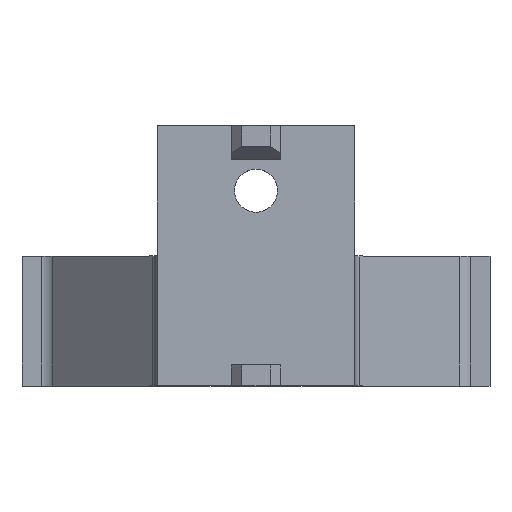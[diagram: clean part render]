
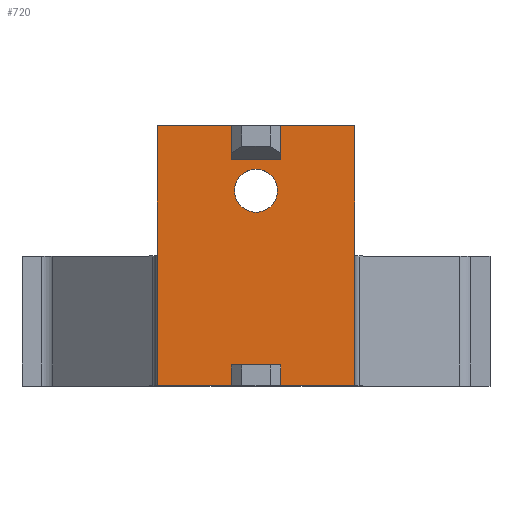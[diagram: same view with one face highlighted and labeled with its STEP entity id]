
A CAD part, top view. The second image highlights one B-rep face of the part: STEP entity #720.
In plain terms, the highlighted planar face has unit normal (0, 0, 1).
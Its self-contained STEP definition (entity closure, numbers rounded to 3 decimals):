
#1 = EDGE_CURVE ( 'NONE', #453, #649, #312, .T. ) ;
#5 = CARTESIAN_POINT ( 'NONE',  ( 0., 37.5, 0. ) ) ;
#8 = VECTOR ( 'NONE', #905, 1000. ) ;
#10 = DIRECTION ( 'NONE',  ( -1., 0., 0. ) ) ;
#13 = CARTESIAN_POINT ( 'NONE',  ( -4.75, 43.5, 0. ) ) ;
#19 = LINE ( 'NONE', #748, #901 ) ;
#40 = ORIENTED_EDGE ( 'NONE', *, *, #1, .F. ) ;
#44 = CIRCLE ( 'NONE', #867, 4.15 ) ;
#81 = DIRECTION ( 'NONE',  ( 0., 1., 0. ) ) ;
#94 = CARTESIAN_POINT ( 'NONE',  ( 4.75, 4., 0. ) ) ;
#95 = DIRECTION ( 'NONE',  ( 0., 1., 0. ) ) ;
#109 = CARTESIAN_POINT ( 'NONE',  ( 19., 0., 0. ) ) ;
#124 = CARTESIAN_POINT ( 'NONE',  ( 4.75, 46., 0. ) ) ;
#143 = CARTESIAN_POINT ( 'NONE',  ( 19., 50., 0. ) ) ;
#158 = VERTEX_POINT ( 'NONE', #435 ) ;
#166 = EDGE_CURVE ( 'NONE', #968, #909, #751, .T. ) ;
#172 = VERTEX_POINT ( 'NONE', #868 ) ;
#188 = DIRECTION ( 'NONE',  ( -1., 0., 0. ) ) ;
#191 = VERTEX_POINT ( 'NONE', #708 ) ;
#202 = VECTOR ( 'NONE', #81, 1000. ) ;
#216 = ORIENTED_EDGE ( 'NONE', *, *, #334, .F. ) ;
#255 = LINE ( 'NONE', #894, #8 ) ;
#257 = DIRECTION ( 'NONE',  ( 0., 0., -1. ) ) ;
#263 = LINE ( 'NONE', #719, #335 ) ;
#264 = VERTEX_POINT ( 'NONE', #636 ) ;
#272 = AXIS2_PLACEMENT_3D ( 'NONE', #523, #691, #333 ) ;
#274 = LINE ( 'NONE', #1162, #679 ) ;
#281 = CARTESIAN_POINT ( 'NONE',  ( 4.75, 0., 0. ) ) ;
#286 = ORIENTED_EDGE ( 'NONE', *, *, #699, .F. ) ;
#294 = CARTESIAN_POINT ( 'NONE',  ( -4.75, 4., 0. ) ) ;
#298 = VERTEX_POINT ( 'NONE', #452 ) ;
#308 = FACE_OUTER_BOUND ( 'NONE', #1178, .T. ) ;
#309 = LINE ( 'NONE', #143, #470 ) ;
#311 = ORIENTED_EDGE ( 'NONE', *, *, #915, .F. ) ;
#312 = LINE ( 'NONE', #674, #733 ) ;
#323 = DIRECTION ( 'NONE',  ( 0., 1., 0. ) ) ;
#324 = EDGE_CURVE ( 'NONE', #737, #552, #274, .T. ) ;
#333 = DIRECTION ( 'NONE',  ( -1., 0., 0. ) ) ;
#334 = EDGE_CURVE ( 'NONE', #172, #1088, #263, .T. ) ;
#335 = VECTOR ( 'NONE', #927, 1000. ) ;
#368 = EDGE_CURVE ( 'NONE', #191, #1088, #19, .T. ) ;
#393 = VERTEX_POINT ( 'NONE', #932 ) ;
#408 = LINE ( 'NONE', #690, #1048 ) ;
#410 = ORIENTED_EDGE ( 'NONE', *, *, #324, .F. ) ;
#435 = CARTESIAN_POINT ( 'NONE',  ( 4.75, 50., 0. ) ) ;
#440 = LINE ( 'NONE', #1161, #774 ) ;
#452 = CARTESIAN_POINT ( 'NONE',  ( -19., 0., 0. ) ) ;
#453 = VERTEX_POINT ( 'NONE', #516 ) ;
#460 = CARTESIAN_POINT ( 'NONE',  ( 4.75, 4., 0. ) ) ;
#470 = VECTOR ( 'NONE', #499, 1000. ) ;
#474 = FACE_BOUND ( 'NONE', #1124, .T. ) ;
#486 = ORIENTED_EDGE ( 'NONE', *, *, #593, .F. ) ;
#499 = DIRECTION ( 'NONE',  ( -1., 0., 0. ) ) ;
#516 = CARTESIAN_POINT ( 'NONE',  ( 19., 0., 0. ) ) ;
#523 = CARTESIAN_POINT ( 'NONE',  ( 0., 37.5, 0. ) ) ;
#528 = ORIENTED_EDGE ( 'NONE', *, *, #1137, .T. ) ;
#545 = VECTOR ( 'NONE', #1091, 1000. ) ;
#552 = VERTEX_POINT ( 'NONE', #701 ) ;
#560 = LINE ( 'NONE', #1020, #791 ) ;
#593 = EDGE_CURVE ( 'NONE', #649, #668, #1099, .T. ) ;
#626 = EDGE_CURVE ( 'NONE', #552, #298, #711, .T. ) ;
#635 = CARTESIAN_POINT ( 'NONE',  ( 4.15, 37.5, 0. ) ) ;
#636 = CARTESIAN_POINT ( 'NONE',  ( 19., 50., 0. ) ) ;
#637 = ORIENTED_EDGE ( 'NONE', *, *, #1120, .T. ) ;
#643 = CARTESIAN_POINT ( 'NONE',  ( -4.15, 37.5, 0. ) ) ;
#648 = DIRECTION ( 'NONE',  ( -1., 0., 0. ) ) ;
#649 = VERTEX_POINT ( 'NONE', #281 ) ;
#668 = VERTEX_POINT ( 'NONE', #94 ) ;
#669 = EDGE_CURVE ( 'NONE', #172, #393, #255, .T. ) ;
#674 = CARTESIAN_POINT ( 'NONE',  ( 19., 0., 0. ) ) ;
#679 = VECTOR ( 'NONE', #1084, 1000. ) ;
#690 = CARTESIAN_POINT ( 'NONE',  ( 19., 0., 0. ) ) ;
#691 = DIRECTION ( 'NONE',  ( 0., 0., -1. ) ) ;
#699 = EDGE_CURVE ( 'NONE', #191, #158, #759, .T. ) ;
#701 = CARTESIAN_POINT ( 'NONE',  ( -4.75, 0., 0. ) ) ;
#703 = ORIENTED_EDGE ( 'NONE', *, *, #166, .T. ) ;
#708 = CARTESIAN_POINT ( 'NONE',  ( 4.75, 43.5, 0. ) ) ;
#711 = LINE ( 'NONE', #1082, #545 ) ;
#719 = CARTESIAN_POINT ( 'NONE',  ( -4.75, 46., 0. ) ) ;
#720 = ADVANCED_FACE ( 'NONE', ( #474, #308 ), #1111, .T. ) ;
#733 = VECTOR ( 'NONE', #10, 1000. ) ;
#734 = ORIENTED_EDGE ( 'NONE', *, *, #368, .T. ) ;
#737 = VERTEX_POINT ( 'NONE', #294 ) ;
#748 = CARTESIAN_POINT ( 'NONE',  ( 19., 43.5, 0. ) ) ;
#751 = CIRCLE ( 'NONE', #272, 4.15 ) ;
#759 = LINE ( 'NONE', #124, #1001 ) ;
#774 = VECTOR ( 'NONE', #95, 1000. ) ;
#791 = VECTOR ( 'NONE', #648, 1000. ) ;
#797 = ORIENTED_EDGE ( 'NONE', *, *, #921, .T. ) ;
#832 = DIRECTION ( 'NONE',  ( -1., 0., 0. ) ) ;
#867 = AXIS2_PLACEMENT_3D ( 'NONE', #5, #257, #188 ) ;
#868 = CARTESIAN_POINT ( 'NONE',  ( -4.75, 50., 0. ) ) ;
#894 = CARTESIAN_POINT ( 'NONE',  ( 19., 50., 0. ) ) ;
#901 = VECTOR ( 'NONE', #832, 1000. ) ;
#905 = DIRECTION ( 'NONE',  ( -1., 0., 0. ) ) ;
#909 = VERTEX_POINT ( 'NONE', #635 ) ;
#915 = EDGE_CURVE ( 'NONE', #298, #393, #440, .T. ) ;
#921 = EDGE_CURVE ( 'NONE', #909, #968, #44, .T. ) ;
#923 = AXIS2_PLACEMENT_3D ( 'NONE', #109, #934, #941 ) ;
#927 = DIRECTION ( 'NONE',  ( 0., -1., 0. ) ) ;
#932 = CARTESIAN_POINT ( 'NONE',  ( -19., 50., 0. ) ) ;
#934 = DIRECTION ( 'NONE',  ( 0., 0., 1. ) ) ;
#941 = DIRECTION ( 'NONE',  ( 1., 0., 0. ) ) ;
#955 = ORIENTED_EDGE ( 'NONE', *, *, #995, .F. ) ;
#968 = VERTEX_POINT ( 'NONE', #643 ) ;
#995 = EDGE_CURVE ( 'NONE', #668, #737, #560, .T. ) ;
#1001 = VECTOR ( 'NONE', #1122, 1000. ) ;
#1020 = CARTESIAN_POINT ( 'NONE',  ( -4.75, 4., 0. ) ) ;
#1030 = ORIENTED_EDGE ( 'NONE', *, *, #626, .F. ) ;
#1048 = VECTOR ( 'NONE', #323, 1000. ) ;
#1082 = CARTESIAN_POINT ( 'NONE',  ( 19., 0., 0. ) ) ;
#1084 = DIRECTION ( 'NONE',  ( 0., -1., 0. ) ) ;
#1088 = VERTEX_POINT ( 'NONE', #13 ) ;
#1091 = DIRECTION ( 'NONE',  ( -1., 0., 0. ) ) ;
#1099 = LINE ( 'NONE', #460, #202 ) ;
#1111 = PLANE ( 'NONE',  #923 ) ;
#1120 = EDGE_CURVE ( 'NONE', #264, #158, #309, .T. ) ;
#1122 = DIRECTION ( 'NONE',  ( 0., 1., 0. ) ) ;
#1124 = EDGE_LOOP ( 'NONE', ( #703, #797 ) ) ;
#1127 = ORIENTED_EDGE ( 'NONE', *, *, #669, .T. ) ;
#1137 = EDGE_CURVE ( 'NONE', #453, #264, #408, .T. ) ;
#1161 = CARTESIAN_POINT ( 'NONE',  ( -19., 0., 0. ) ) ;
#1162 = CARTESIAN_POINT ( 'NONE',  ( -4.75, 4., 0. ) ) ;
#1178 = EDGE_LOOP ( 'NONE', ( #286, #734, #216, #1127, #311, #1030, #410, #955, #486, #40, #528, #637 ) ) ;
